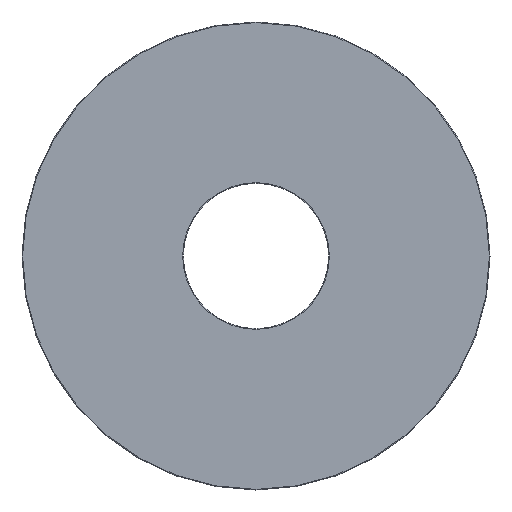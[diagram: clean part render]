
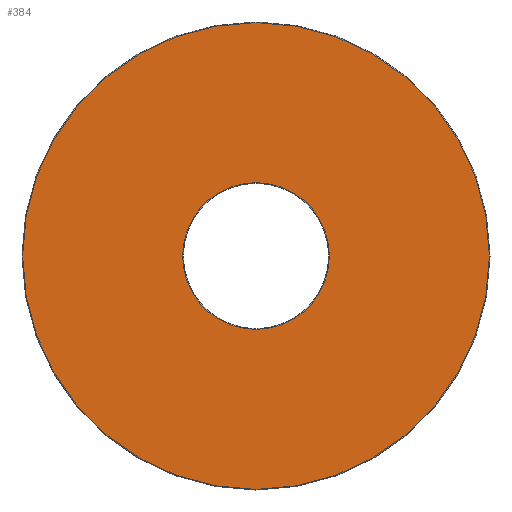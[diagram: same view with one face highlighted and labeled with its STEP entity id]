
A CAD part, front view. The second image highlights one B-rep face of the part: STEP entity #384.
In plain terms, the highlighted planar face has unit normal (0, -1, 0).
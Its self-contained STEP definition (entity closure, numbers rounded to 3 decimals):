
#162=VERTEX_POINT('',#454);
#214=EDGE_CURVE('',#162,#234,#514,.T.);
#222=VERTEX_POINT('',#523);
#234=VERTEX_POINT('',#535);
#276=EDGE_CURVE('',#234,#162,#585,.T.);
#294=EDGE_CURVE('',#360,#222,#606,.T.);
#332=EDGE_CURVE('',#222,#360,#652,.T.);
#360=VERTEX_POINT('',#680);
#384=ADVANCED_FACE('',(#705,#706),#707,.T.);
#454=CARTESIAN_POINT('',(-11.75,0.0,0.));
#514=CIRCLE('',#848,11.75);
#523=CARTESIAN_POINT('',(37.4,0.,0.0));
#535=CARTESIAN_POINT('',(11.75,0.0,0.0));
#585=CIRCLE('',#938,11.75);
#606=CIRCLE('',#965,37.4);
#652=CIRCLE('',#1019,37.4);
#680=CARTESIAN_POINT('',(-37.4,0.,0.));
#705=FACE_BOUND('',#1088,.T.);
#706=FACE_OUTER_BOUND('',#1089,.T.);
#707=PLANE('',#1090);
#848=AXIS2_PLACEMENT_3D('',#1248,#1249,#1250);
#938=AXIS2_PLACEMENT_3D('',#1359,#1360,#1361);
#965=AXIS2_PLACEMENT_3D('',#1396,#1397,#1398);
#1019=AXIS2_PLACEMENT_3D('',#1471,#1472,#1473);
#1088=EDGE_LOOP('',(#1520,#1521));
#1089=EDGE_LOOP('',(#1522,#1523));
#1090=AXIS2_PLACEMENT_3D('',#1524,#1525,#1526);
#1248=CARTESIAN_POINT('',(0.0,0.0,0.0));
#1249=DIRECTION('',(0.0,-1.0,0.0));
#1250=DIRECTION('',(1.0,0.0,0.0));
#1359=CARTESIAN_POINT('',(0.0,0.0,0.0));
#1360=DIRECTION('',(0.0,-1.0,0.0));
#1361=DIRECTION('',(1.0,0.0,0.0));
#1396=CARTESIAN_POINT('',(0.0,0.,0.0));
#1397=DIRECTION('',(0.0,-1.0,0.0));
#1398=DIRECTION('',(1.0,0.0,0.0));
#1471=CARTESIAN_POINT('',(0.0,0.,0.0));
#1472=DIRECTION('',(0.0,-1.0,0.0));
#1473=DIRECTION('',(1.0,0.0,0.0));
#1520=ORIENTED_EDGE('',*,*,#276,.F.);
#1521=ORIENTED_EDGE('',*,*,#214,.F.);
#1522=ORIENTED_EDGE('',*,*,#332,.T.);
#1523=ORIENTED_EDGE('',*,*,#294,.T.);
#1524=CARTESIAN_POINT('',(24.575,0.,0.0));
#1525=DIRECTION('',(0.,-1.0,0.0));
#1526=DIRECTION('',(1.0,0.,0.0));
